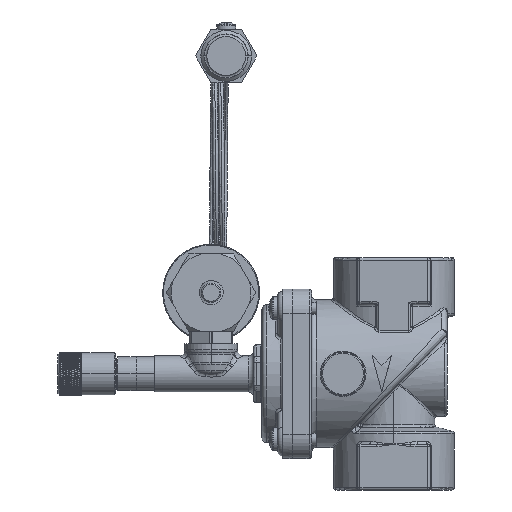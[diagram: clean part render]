
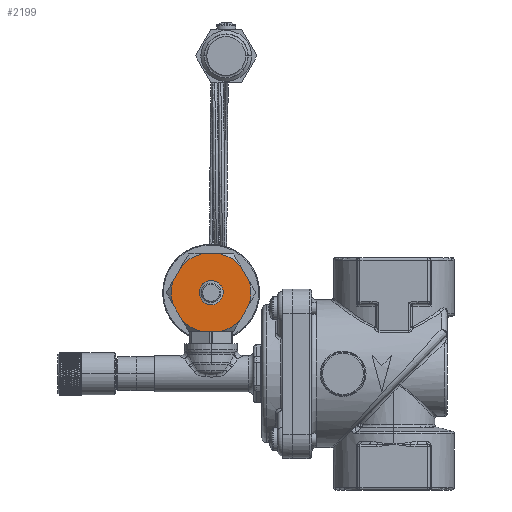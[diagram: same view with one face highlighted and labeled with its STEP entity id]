
A CAD part, left-side view. The second image highlights one B-rep face of the part: STEP entity #2199.
In plain terms, the highlighted planar face has unit normal (-1, 0, 0).
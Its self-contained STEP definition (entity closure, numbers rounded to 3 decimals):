
#905 = CIRCLE ( 'NONE', #115155, 16.475 ) ;
#1492 = CARTESIAN_POINT ( 'NONE',  ( -13., 33.5, 33.5 ) ) ;
#1760 = ORIENTED_EDGE ( 'NONE', *, *, #66253, .T. ) ;
#2199 = ADVANCED_FACE ( 'Defeature completata1_2759', ( #128291, #53240 ), #105178, .T. ) ;
#3515 = DIRECTION ( 'NONE',  ( -1., 0., 0. ) ) ;
#4692 = ORIENTED_EDGE ( 'NONE', *, *, #54751, .T. ) ;
#5837 = VERTEX_POINT ( 'NONE', #49501 ) ;
#6069 = ORIENTED_EDGE ( 'NONE', *, *, #101756, .F. ) ;
#6838 = ORIENTED_EDGE ( 'NONE', *, *, #54042, .T. ) ;
#9605 = EDGE_CURVE ( 'Defeature completata1_2759+Defeature completata1_2760+Defeature completata1_2749+Defeature completata1_2747', #120749, #81330, #81720, .T. ) ;
#10143 = DIRECTION ( 'NONE',  ( -1., 0., 0. ) ) ;
#10813 = DIRECTION ( 'NONE',  ( 0., 0.914, -0.406 ) ) ;
#12509 = EDGE_CURVE ( 'Defeature completata1_2759+Defeature completata1_2749+Defeature completata1_2761+Defeature completata1_2760', #58405, #120749, #86208, .T. ) ;
#12531 = CARTESIAN_POINT ( 'NONE',  ( -13., 51.975, 33.5 ) ) ;
#15180 = ORIENTED_EDGE ( 'NONE', *, *, #81561, .T. ) ;
#17066 = CIRCLE ( 'NONE', #97681, 16.475 ) ;
#18431 = DIRECTION ( 'NONE',  ( -1., 0., 0. ) ) ;
#19046 = CARTESIAN_POINT ( 'NONE',  ( -13., 49.321, 38.098 ) ) ;
#19122 = EDGE_CURVE ( 'Defeature completata1_2759+Defeature completata1_2745+Defeature completata1_2757+Defeature completata1_2758', #105439, #62146, #39262, .T. ) ;
#20067 = DIRECTION ( 'NONE',  ( 0., 0.914, -0.406 ) ) ;
#21683 = DIRECTION ( 'NONE',  ( 0., 0.914, -0.406 ) ) ;
#22921 = DIRECTION ( 'NONE',  ( 0., 0.914, -0.406 ) ) ;
#23388 = CARTESIAN_POINT ( 'NONE',  ( -13., 45.392, 22.098 ) ) ;
#23459 = AXIS2_PLACEMENT_3D ( 'NONE', #63466, #10143, #115384 ) ;
#26796 = CARTESIAN_POINT ( 'NONE',  ( -13., 49.321, 28.902 ) ) ;
#27253 = CARTESIAN_POINT ( 'NONE',  ( -13., 17.679, 38.098 ) ) ;
#27268 = ORIENTED_EDGE ( 'NONE', *, *, #76101, .T. ) ;
#28231 = CARTESIAN_POINT ( 'NONE',  ( -13., 33.5, 33.5 ) ) ;
#30645 = CARTESIAN_POINT ( 'NONE',  ( -13., 24.262, 49.5 ) ) ;
#32348 = VECTOR ( 'NONE', #55334, 1000. ) ;
#33660 = VERTEX_POINT ( 'NONE', #19046 ) ;
#34166 = EDGE_LOOP ( 'NONE', ( #64932, #6069 ) ) ;
#34769 = CIRCLE ( 'NONE', #119878, 16.475 ) ;
#36382 = CARTESIAN_POINT ( 'NONE',  ( -13., 42.738, 17.5 ) ) ;
#36479 = AXIS2_PLACEMENT_3D ( 'NONE', #95851, #55178, #22921 ) ;
#37862 = DIRECTION ( 'NONE',  ( 0., -0.5, 0.866 ) ) ;
#39262 = LINE ( 'NONE', #133966, #50186 ) ;
#39652 = CARTESIAN_POINT ( 'NONE',  ( -13., 37.428, 17.5 ) ) ;
#39895 = ORIENTED_EDGE ( 'NONE', *, *, #75629, .T. ) ;
#44307 = DIRECTION ( 'NONE',  ( -1., 0., 0. ) ) ;
#44755 = ORIENTED_EDGE ( 'NONE', *, *, #12509, .T. ) ;
#45301 = CARTESIAN_POINT ( 'NONE',  ( -13., 38.068, 31.468 ) ) ;
#49501 = CARTESIAN_POINT ( 'NONE',  ( -13., 37.428, 49.5 ) ) ;
#49553 = CARTESIAN_POINT ( 'NONE',  ( -13., 15.025, 33.5 ) ) ;
#50186 = VECTOR ( 'NONE', #37862, 1000. ) ;
#50848 = CIRCLE ( 'NONE', #64263, 16.475 ) ;
#53240 = FACE_OUTER_BOUND ( 'NONE', #70925, .T. ) ;
#54042 = EDGE_CURVE ( 'Defeature completata1_2759+Defeature completata1_2758+Defeature completata1_2745+Defeature completata1_2755', #62146, #68880, #87957, .T. ) ;
#54751 = EDGE_CURVE ( 'Defeature completata1_2759+Defeature completata1_2763+Defeature completata1_2755+Defeature completata1_2753', #55806, #118766, #17066, .T. ) ;
#55178 = DIRECTION ( 'NONE',  ( -1., 0., 0. ) ) ;
#55334 = DIRECTION ( 'NONE',  ( 0., -0.5, -0.866 ) ) ;
#55806 = VERTEX_POINT ( 'NONE', #113311 ) ;
#57447 = CIRCLE ( 'NONE', #90968, 5. ) ;
#58405 = VERTEX_POINT ( 'NONE', #26796 ) ;
#58996 = ORIENTED_EDGE ( 'NONE', *, *, #129199, .T. ) ;
#59589 = VERTEX_POINT ( 'NONE', #45301 ) ;
#61525 = LINE ( 'NONE', #30645, #65128 ) ;
#62146 = VERTEX_POINT ( 'NONE', #99536 ) ;
#63007 = EDGE_CURVE ( 'Defeature completata1_2764+Defeature completata1_2759+Defeature completata1_2759+Defeature completata1_2759', #59589, #83431, #109797, .T. ) ;
#63466 = CARTESIAN_POINT ( 'NONE',  ( -13., 33.5, 33.5 ) ) ;
#64263 = AXIS2_PLACEMENT_3D ( 'NONE', #97769, #128664, #10813 ) ;
#64932 = ORIENTED_EDGE ( 'NONE', *, *, #63007, .F. ) ;
#65128 = VECTOR ( 'NONE', #81890, 1000. ) ;
#66253 = EDGE_CURVE ( 'Defeature completata1_2759+Defeature completata1_2753+Defeature completata1_2763+Defeature completata1_2762', #118766, #5837, #61525, .T. ) ;
#67766 = VECTOR ( 'NONE', #79176, 1000. ) ;
#68880 = VERTEX_POINT ( 'NONE', #27253 ) ;
#70925 = EDGE_LOOP ( 'NONE', ( #44755, #106151, #58996, #39895, #131796, #6838, #129986, #4692, #1760, #27268, #111916, #15180 ) ) ;
#71288 = DIRECTION ( 'NONE',  ( 0., 0.5, 0.866 ) ) ;
#73372 = DIRECTION ( 'NONE',  ( -1., 0., 0. ) ) ;
#75629 = EDGE_CURVE ( 'Defeature completata1_2759+Defeature completata1_2757+Defeature completata1_2747+Defeature completata1_2745', #85398, #105439, #34769, .T. ) ;
#76101 = EDGE_CURVE ( 'Defeature completata1_2759+Defeature completata1_2762+Defeature completata1_2753+Defeature completata1_2751', #5837, #84353, #905, .T. ) ;
#77230 = DIRECTION ( 'NONE',  ( 0., 0.914, -0.406 ) ) ;
#77613 = CARTESIAN_POINT ( 'NONE',  ( -13., 21.608, 22.098 ) ) ;
#78138 = CARTESIAN_POINT ( 'NONE',  ( -13., 28.932, 35.532 ) ) ;
#79176 = DIRECTION ( 'NONE',  ( 0., -1., 0. ) ) ;
#79280 = DIRECTION ( 'NONE',  ( 0., 0.5, -0.866 ) ) ;
#81330 = VERTEX_POINT ( 'NONE', #39652 ) ;
#81561 = EDGE_CURVE ( 'Defeature completata1_2759+Defeature completata1_2761+Defeature completata1_2751+Defeature completata1_2749', #33660, #58405, #50848, .T. ) ;
#81720 = CIRCLE ( 'NONE', #23459, 16.475 ) ;
#81890 = DIRECTION ( 'NONE',  ( 0., 1., 0. ) ) ;
#82257 = DIRECTION ( 'NONE',  ( 0., 0.914, -0.406 ) ) ;
#83431 = VERTEX_POINT ( 'NONE', #78138 ) ;
#84353 = VERTEX_POINT ( 'NONE', #92828 ) ;
#85398 = VERTEX_POINT ( 'NONE', #92506 ) ;
#86208 = LINE ( 'NONE', #12531, #32348 ) ;
#86900 = DIRECTION ( 'NONE',  ( -1., 0., 0. ) ) ;
#87957 = CIRCLE ( 'NONE', #36479, 16.475 ) ;
#88296 = EDGE_CURVE ( 'Defeature completata1_2759+Defeature completata1_2751+Defeature completata1_2762+Defeature completata1_2761', #84353, #33660, #90482, .T. ) ;
#88400 = CARTESIAN_POINT ( 'NONE',  ( -13., 33.5, 33.5 ) ) ;
#90482 = LINE ( 'NONE', #110161, #120796 ) ;
#90968 = AXIS2_PLACEMENT_3D ( 'NONE', #88400, #3515, #109471 ) ;
#92506 = CARTESIAN_POINT ( 'NONE',  ( -13., 29.572, 17.5 ) ) ;
#92828 = CARTESIAN_POINT ( 'NONE',  ( -13., 45.392, 44.902 ) ) ;
#95325 = CARTESIAN_POINT ( 'NONE',  ( -13., 33.5, 33.5 ) ) ;
#95851 = CARTESIAN_POINT ( 'NONE',  ( -13., 33.5, 33.5 ) ) ;
#96368 = AXIS2_PLACEMENT_3D ( 'NONE', #128765, #73372, #20067 ) ;
#97681 = AXIS2_PLACEMENT_3D ( 'NONE', #125728, #18431, #82257 ) ;
#97769 = CARTESIAN_POINT ( 'NONE',  ( -13., 33.5, 33.5 ) ) ;
#99536 = CARTESIAN_POINT ( 'NONE',  ( -13., 17.679, 28.902 ) ) ;
#101756 = EDGE_CURVE ( 'Defeature completata1_2764+Defeature completata1_2759+Defeature completata1_2759+Defeature completata1_2759', #83431, #59589, #57447, .T. ) ;
#101851 = VECTOR ( 'NONE', #71288, 1000. ) ;
#105178 = PLANE ( 'NONE',  #111148 ) ;
#105439 = VERTEX_POINT ( 'NONE', #77613 ) ;
#106151 = ORIENTED_EDGE ( 'NONE', *, *, #9605, .T. ) ;
#109471 = DIRECTION ( 'NONE',  ( 0., 0.914, -0.406 ) ) ;
#109797 = CIRCLE ( 'NONE', #96368, 5. ) ;
#110161 = CARTESIAN_POINT ( 'NONE',  ( -13., 42.738, 49.5 ) ) ;
#111148 = AXIS2_PLACEMENT_3D ( 'NONE', #95325, #86900, #21683 ) ;
#111916 = ORIENTED_EDGE ( 'NONE', *, *, #88296, .T. ) ;
#113097 = DIRECTION ( 'NONE',  ( 0., 0.914, -0.406 ) ) ;
#113311 = CARTESIAN_POINT ( 'NONE',  ( -13., 21.608, 44.902 ) ) ;
#114487 = DIRECTION ( 'NONE',  ( -1., 0., 0. ) ) ;
#114751 = CARTESIAN_POINT ( 'NONE',  ( -13., 29.572, 49.5 ) ) ;
#115155 = AXIS2_PLACEMENT_3D ( 'NONE', #1492, #44307, #77230 ) ;
#115384 = DIRECTION ( 'NONE',  ( 0., 0.914, -0.406 ) ) ;
#118766 = VERTEX_POINT ( 'NONE', #114751 ) ;
#119878 = AXIS2_PLACEMENT_3D ( 'NONE', #28231, #114487, #113097 ) ;
#120749 = VERTEX_POINT ( 'NONE', #23388 ) ;
#120796 = VECTOR ( 'NONE', #79280, 1000. ) ;
#125728 = CARTESIAN_POINT ( 'NONE',  ( -13., 33.5, 33.5 ) ) ;
#125976 = LINE ( 'NONE', #49553, #101851 ) ;
#128291 = FACE_BOUND ( 'NONE', #34166, .T. ) ;
#128664 = DIRECTION ( 'NONE',  ( -1., 0., 0. ) ) ;
#128765 = CARTESIAN_POINT ( 'NONE',  ( -13., 33.5, 33.5 ) ) ;
#129199 = EDGE_CURVE ( 'Defeature completata1_2759+Defeature completata1_2747+Defeature completata1_2760+Defeature completata1_2757', #81330, #85398, #132475, .T. ) ;
#129986 = ORIENTED_EDGE ( 'NONE', *, *, #135554, .T. ) ;
#131796 = ORIENTED_EDGE ( 'NONE', *, *, #19122, .T. ) ;
#132475 = LINE ( 'NONE', #36382, #67766 ) ;
#133966 = CARTESIAN_POINT ( 'NONE',  ( -13., 24.262, 17.5 ) ) ;
#135554 = EDGE_CURVE ( 'Defeature completata1_2759+Defeature completata1_2755+Defeature completata1_2758+Defeature completata1_2763', #68880, #55806, #125976, .T. ) ;
